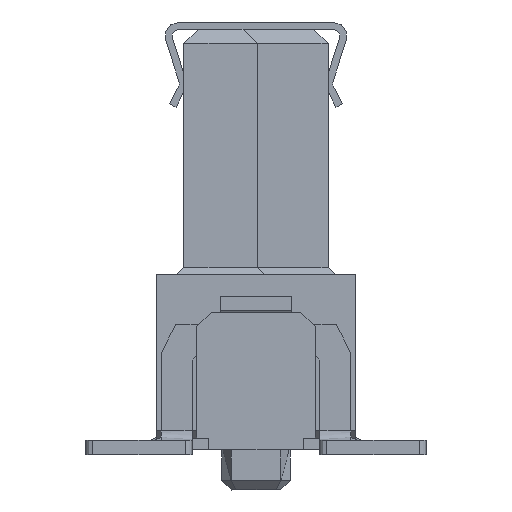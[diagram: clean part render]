
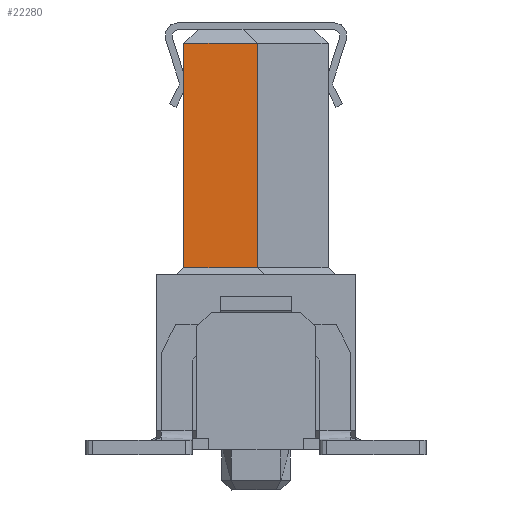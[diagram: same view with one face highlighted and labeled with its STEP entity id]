
A CAD part, left-side view. The second image highlights one B-rep face of the part: STEP entity #22280.
In plain terms, the highlighted planar face has unit normal (-1, 0, 0).
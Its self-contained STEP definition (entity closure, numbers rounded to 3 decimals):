
#22132=CARTESIAN_POINT('',(-35.8,1.525,3.85));
#22133=VERTEX_POINT('',#22132);
#22134=CARTESIAN_POINT('',(-35.8,1.525,8.6));
#22135=VERTEX_POINT('',#22134);
#22136=CARTESIAN_POINT('',(-35.8,1.525,3.85));
#22137=DIRECTION('',(0.,0.,1.));
#22138=VECTOR('',#22137,4.75);
#22139=LINE('',#22136,#22138);
#22140=EDGE_CURVE('',#22133,#22135,#22139,.T.);
#22250=CARTESIAN_POINT('',(-35.8,0.,6.3));
#22251=DIRECTION('',(0.,-1.,0.));
#22252=DIRECTION('',(-1.,0.,0.));
#22253=AXIS2_PLACEMENT_3D('',#22250,#22252,#22251);
#22254=PLANE('',#22253);
#22255=CARTESIAN_POINT('',(-35.8,-0.025,3.85));
#22256=VERTEX_POINT('',#22255);
#22257=CARTESIAN_POINT('',(-35.8,1.525,3.85));
#22258=DIRECTION('',(0.,-1.,0.));
#22259=VECTOR('',#22258,1.55);
#22260=LINE('',#22257,#22259);
#22261=EDGE_CURVE('',#22133,#22256,#22260,.T.);
#22262=ORIENTED_EDGE('',*,*,#22261,.T.);
#22263=CARTESIAN_POINT('',(-35.8,-0.025,8.6));
#22264=VERTEX_POINT('',#22263);
#22265=CARTESIAN_POINT('',(-35.8,-0.025,3.85));
#22266=DIRECTION('',(0.,0.,1.));
#22267=VECTOR('',#22266,4.75);
#22268=LINE('',#22265,#22267);
#22269=EDGE_CURVE('',#22256,#22264,#22268,.T.);
#22270=ORIENTED_EDGE('',*,*,#22269,.T.);
#22271=CARTESIAN_POINT('',(-35.8,-0.025,8.6));
#22272=DIRECTION('',(0.,1.,0.));
#22273=VECTOR('',#22272,1.55);
#22274=LINE('',#22271,#22273);
#22275=EDGE_CURVE('',#22264,#22135,#22274,.T.);
#22276=ORIENTED_EDGE('',*,*,#22275,.T.);
#22277=ORIENTED_EDGE('',*,*,#22140,.F.);
#22278=EDGE_LOOP('',(#22262,#22270,#22276,#22277));
#22279=FACE_OUTER_BOUND('',#22278,.T.);
#22280=ADVANCED_FACE('',(#22279),#22254,.T.);
